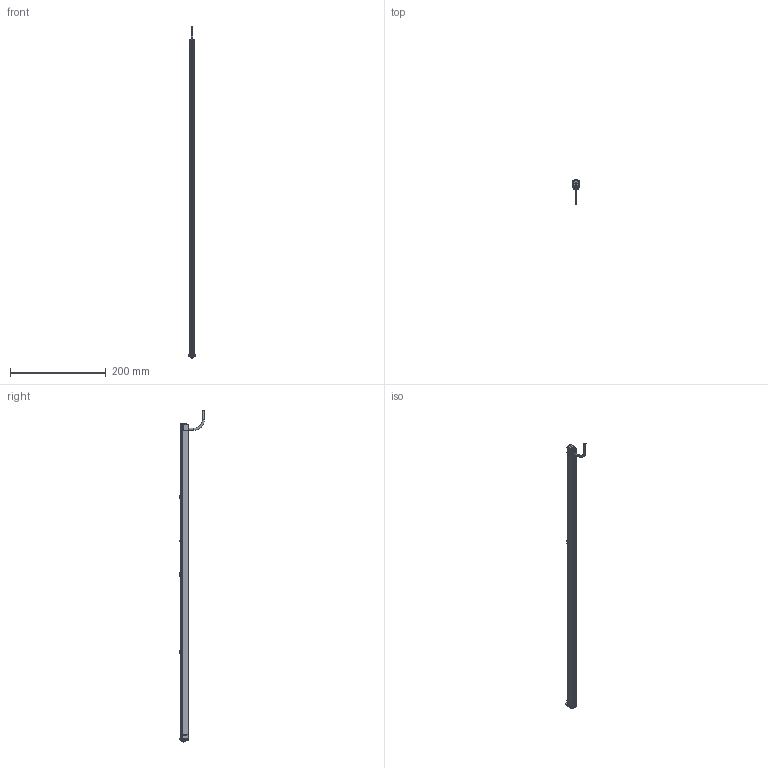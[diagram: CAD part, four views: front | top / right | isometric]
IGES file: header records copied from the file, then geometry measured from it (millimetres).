
Start section:  PTC IGES file: 225892.igs
Global section: file name: 225892.igs; native system: Creo Parametric by PTC Inc.; preprocessor: 2019292; author: PDMAdmin; organization: Unknown; date: 20211026.074031; units: millimetre
Bounding box: 15.6 x 51.53 x 695.23 mm (x, y, z)
Volume: 106284.5 mm3; surface area: 200337.7 mm2
Topology: 3 solids, 3 shells, 1724 faces, 8592 edges, 10513 vertices
Faces by surface type: bspline 1206, revolution 506, extrusion 12
